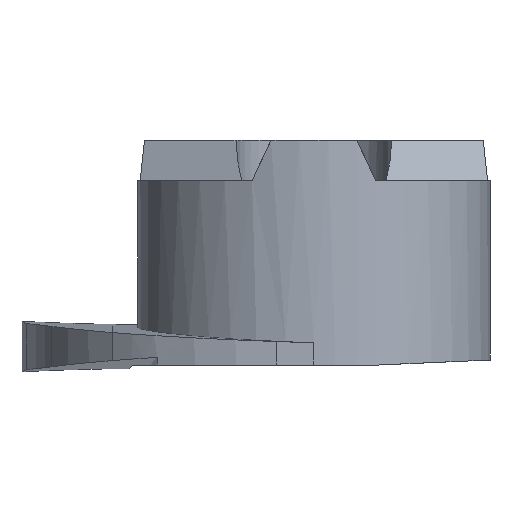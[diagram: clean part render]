
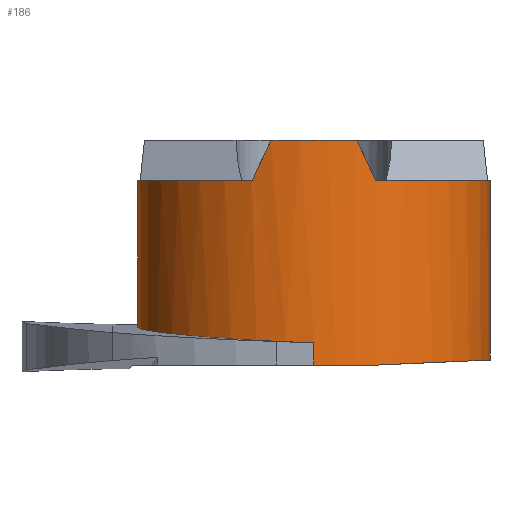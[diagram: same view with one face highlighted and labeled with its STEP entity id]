
A CAD part, front view. The second image highlights one B-rep face of the part: STEP entity #186.
In plain terms, the highlighted cylindrical face has radius 3.5 mm (diameter 7 mm), a partial arc.
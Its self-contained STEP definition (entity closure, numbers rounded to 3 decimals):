
#69=CYLINDRICAL_SURFACE('',#882,3.5);
#88=LINE('',#1254,#137);
#90=LINE('',#1272,#139);
#91=LINE('',#1281,#140);
#137=VECTOR('',#992,1.);
#139=VECTOR('',#1000,1.);
#140=VECTOR('',#1003,1.);
#186=ADVANCED_FACE('',(#234),#69,.T.);
#234=FACE_OUTER_BOUND('',#278,.T.);
#278=EDGE_LOOP('',(#351,#352,#353,#354,#355,#356,#357,#358,#359,#360,#361));
#351=ORIENTED_EDGE('',*,*,#656,.F.);
#352=ORIENTED_EDGE('',*,*,#661,.F.);
#353=ORIENTED_EDGE('',*,*,#662,.F.);
#354=ORIENTED_EDGE('',*,*,#663,.F.);
#355=ORIENTED_EDGE('',*,*,#664,.F.);
#356=ORIENTED_EDGE('',*,*,#665,.T.);
#357=ORIENTED_EDGE('',*,*,#666,.F.);
#358=ORIENTED_EDGE('',*,*,#667,.T.);
#359=ORIENTED_EDGE('',*,*,#668,.T.);
#360=ORIENTED_EDGE('',*,*,#669,.T.);
#361=ORIENTED_EDGE('',*,*,#670,.F.);
#573=VERTEX_POINT('',#1252);
#575=VERTEX_POINT('',#1255);
#579=VERTEX_POINT('',#1271);
#580=VERTEX_POINT('',#1273);
#581=VERTEX_POINT('',#1275);
#582=VERTEX_POINT('',#1280);
#583=VERTEX_POINT('',#1282);
#584=VERTEX_POINT('',#1284);
#585=VERTEX_POINT('',#1289);
#586=VERTEX_POINT('',#1291);
#587=VERTEX_POINT('',#1296);
#656=EDGE_CURVE('',#573,#575,#88,.T.);
#661=EDGE_CURVE('',#579,#573,#801,.T.);
#662=EDGE_CURVE('',#580,#579,#90,.T.);
#663=EDGE_CURVE('',#581,#580,#764,.T.);
#664=EDGE_CURVE('',#582,#581,#802,.T.);
#665=EDGE_CURVE('',#582,#583,#91,.T.);
#666=EDGE_CURVE('',#584,#583,#765,.T.);
#667=EDGE_CURVE('',#584,#585,#803,.T.);
#668=EDGE_CURVE('',#585,#586,#766,.T.);
#669=EDGE_CURVE('',#586,#587,#804,.T.);
#670=EDGE_CURVE('',#575,#587,#767,.T.);
#764=CIRCLE('',#878,3.5);
#765=CIRCLE('',#879,3.5);
#766=CIRCLE('',#880,3.5);
#767=CIRCLE('',#881,3.5);
#801=(
BOUNDED_CURVE()
B_SPLINE_CURVE(3,(#1267,#1268,#1269,#1270),.UNSPECIFIED.,.F.,.F.)
B_SPLINE_CURVE_WITH_KNOTS((4,4),(0.,1.),.UNSPECIFIED.)
CURVE()
GEOMETRIC_REPRESENTATION_ITEM()
RATIONAL_B_SPLINE_CURVE((1.,0.805,0.805,1.))
REPRESENTATION_ITEM('')
);
#802=(
BOUNDED_CURVE()
B_SPLINE_CURVE(3,(#1276,#1277,#1278,#1279),.UNSPECIFIED.,.F.,.F.)
B_SPLINE_CURVE_WITH_KNOTS((4,4),(0.,1.),.UNSPECIFIED.)
CURVE()
GEOMETRIC_REPRESENTATION_ITEM()
RATIONAL_B_SPLINE_CURVE((1.,0.883,0.883,1.))
REPRESENTATION_ITEM('')
);
#803=(
BOUNDED_CURVE()
B_SPLINE_CURVE(3,(#1285,#1286,#1287,#1288),.UNSPECIFIED.,.F.,.F.)
B_SPLINE_CURVE_WITH_KNOTS((4,4),(0.,1.),.UNSPECIFIED.)
CURVE()
GEOMETRIC_REPRESENTATION_ITEM()
RATIONAL_B_SPLINE_CURVE((1.,0.999,0.999,1.))
REPRESENTATION_ITEM('')
);
#804=(
BOUNDED_CURVE()
B_SPLINE_CURVE(3,(#1292,#1293,#1294,#1295),.UNSPECIFIED.,.F.,.F.)
B_SPLINE_CURVE_WITH_KNOTS((4,4),(0.,1.),.UNSPECIFIED.)
CURVE()
GEOMETRIC_REPRESENTATION_ITEM()
RATIONAL_B_SPLINE_CURVE((1.,0.999,0.999,1.))
REPRESENTATION_ITEM('')
);
#878=AXIS2_PLACEMENT_3D('',#1274,#1001,#1002);
#879=AXIS2_PLACEMENT_3D('',#1283,#1004,#1005);
#880=AXIS2_PLACEMENT_3D('',#1290,#1006,#1007);
#881=AXIS2_PLACEMENT_3D('',#1297,#1008,#1009);
#882=AXIS2_PLACEMENT_3D('',#1298,#1010,#1011);
#992=DIRECTION('',(0.,0.,1.));
#1000=DIRECTION('',(0.,0.,1.));
#1001=DIRECTION('',(0.,0.,-1.));
#1002=DIRECTION('',(1.,0.,0.));
#1003=DIRECTION('',(0.,0.,1.));
#1004=DIRECTION('',(0.,0.,1.));
#1005=DIRECTION('',(1.,0.,0.));
#1006=DIRECTION('',(0.,0.,-1.));
#1007=DIRECTION('',(1.,0.,0.));
#1008=DIRECTION('',(0.,0.,1.));
#1009=DIRECTION('',(1.,0.,0.));
#1010=DIRECTION('',(0.,0.,1.));
#1011=DIRECTION('',(1.,0.,0.));
#1252=CARTESIAN_POINT('',(-3.5,0.,-2.92));
#1254=CARTESIAN_POINT('',(-3.5,0.,-4.));
#1255=CARTESIAN_POINT('',(-3.5,0.,0.));
#1267=CARTESIAN_POINT('',(0.,-3.5,-3.225));
#1268=CARTESIAN_POINT('',(-2.05,-3.5,-3.154));
#1269=CARTESIAN_POINT('',(-3.5,-2.05,-3.027));
#1270=CARTESIAN_POINT('',(-3.5,0.,-2.92));
#1271=CARTESIAN_POINT('',(0.,-3.5,-3.225));
#1272=CARTESIAN_POINT('',(0.,-3.5,-4.));
#1273=CARTESIAN_POINT('',(0.,-3.5,-3.667));
#1274=CARTESIAN_POINT('',(0.,0.,-3.667));
#1275=CARTESIAN_POINT('',(1.26,-3.265,-3.667));
#1276=CARTESIAN_POINT('',(3.5,0.,-3.567));
#1277=CARTESIAN_POINT('',(3.5,-1.495,-3.567));
#1278=CARTESIAN_POINT('',(2.654,-2.727,-3.605));
#1279=CARTESIAN_POINT('',(1.26,-3.265,-3.667));
#1280=CARTESIAN_POINT('',(3.5,0.,-3.567));
#1281=CARTESIAN_POINT('',(3.5,0.,-4.));
#1282=CARTESIAN_POINT('',(3.5,0.,0.));
#1283=CARTESIAN_POINT('',(0.,0.,0.));
#1284=CARTESIAN_POINT('',(1.226,-3.278,0.));
#1285=CARTESIAN_POINT('',(1.226,-3.278,0.));
#1286=CARTESIAN_POINT('',(1.104,-3.324,0.262));
#1287=CARTESIAN_POINT('',(0.98,-3.363,0.529));
#1288=CARTESIAN_POINT('',(0.853,-3.394,0.8));
#1289=CARTESIAN_POINT('',(0.853,-3.394,0.8));
#1290=CARTESIAN_POINT('',(0.,0.,0.8));
#1291=CARTESIAN_POINT('',(-0.853,-3.394,0.8));
#1292=CARTESIAN_POINT('',(-0.853,-3.394,0.8));
#1293=CARTESIAN_POINT('',(-0.98,-3.363,0.529));
#1294=CARTESIAN_POINT('',(-1.104,-3.324,0.262));
#1295=CARTESIAN_POINT('',(-1.226,-3.278,0.));
#1296=CARTESIAN_POINT('',(-1.226,-3.278,0.));
#1297=CARTESIAN_POINT('',(0.,0.,0.));
#1298=CARTESIAN_POINT('',(0.,0.,-4.));
